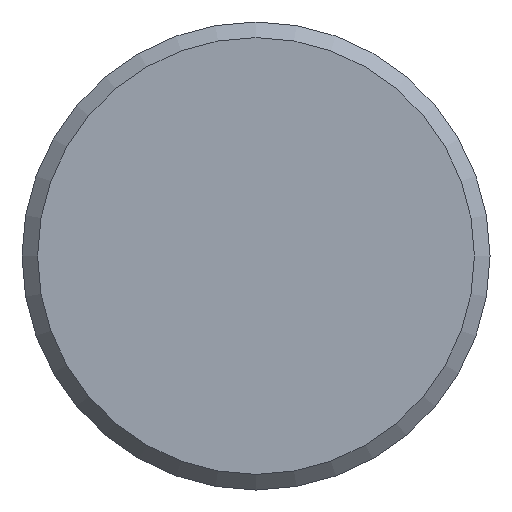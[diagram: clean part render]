
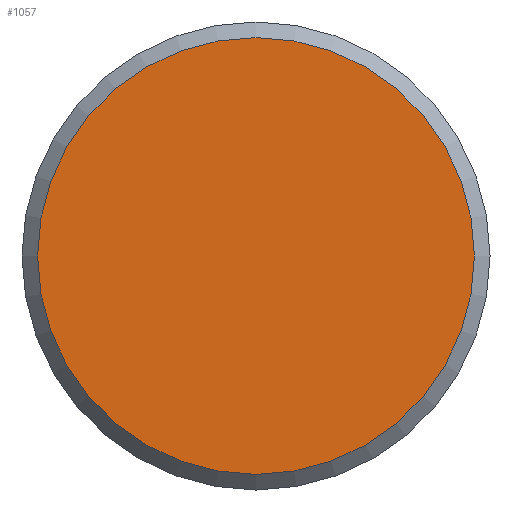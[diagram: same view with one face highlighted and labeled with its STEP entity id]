
A CAD part, front view. The second image highlights one B-rep face of the part: STEP entity #1057.
In plain terms, the highlighted planar face has unit normal (0, -1, 0).
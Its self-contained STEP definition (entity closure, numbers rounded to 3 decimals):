
#75=PLANE('',#1202);
#128=FACE_OUTER_BOUND('',#210,.T.);
#210=EDGE_LOOP('',(#846));
#398=CIRCLE('',#1199,14.);
#486=VERTEX_POINT('',#1819);
#610=EDGE_CURVE('',#486,#486,#398,.T.);
#846=ORIENTED_EDGE('',*,*,#610,.T.);
#1057=ADVANCED_FACE('',(#128),#75,.T.);
#1199=AXIS2_PLACEMENT_3D('',#1820,#1491,#1492);
#1202=AXIS2_PLACEMENT_3D('',#1826,#1498,#1499);
#1491=DIRECTION('center_axis',(0.,-1.,0.));
#1492=DIRECTION('ref_axis',(1.,0.,0.));
#1498=DIRECTION('center_axis',(0.,-1.,0.));
#1499=DIRECTION('ref_axis',(0.,0.,
-1.));
#1819=CARTESIAN_POINT('',(-14.,-15.,0.));
#1820=CARTESIAN_POINT('Origin',(0.,-15.,0.));
#1826=CARTESIAN_POINT('Origin',(7.,-15.,0.));
